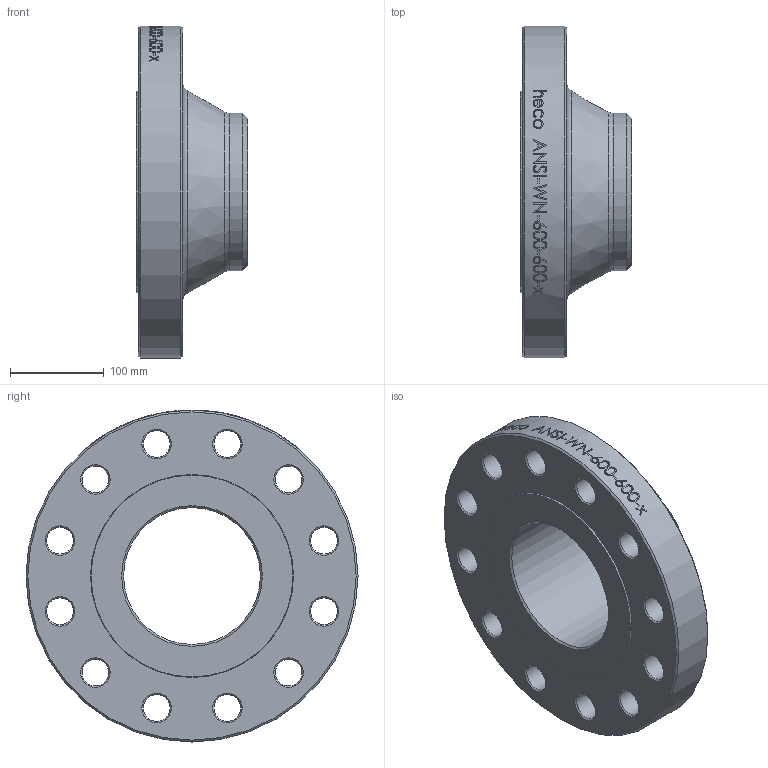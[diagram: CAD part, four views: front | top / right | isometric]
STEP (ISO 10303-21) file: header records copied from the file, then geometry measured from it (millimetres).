
FILE_DESCRIPTION (( 'STEP AP214' ), '1' );
FILE_NAME ('ANSI-WN-600-600-x Vorschweissflansch ASME B16.5 Class600 2102.STEP', '2021-02-15T08:24:53', ( '' ), ( '' ), 'SwSTEP 2.0', 'SolidWorks 2019', '' );
FILE_SCHEMA (( 'AUTOMOTIVE_DESIGN' ));
Length unit declared in the file: millimetre
Products named in the file (1): ANSI-WN-600-600-x Vorschweissflansch ASME B16.5 Class600 2102
Bounding box: 119 x 355 x 355 mm (x, y, z)
Volume: 4328113.8 mm3; surface area: 330315.6 mm2
Topology: 1 solids, 1 shells, 81 faces, 328 edges, 280 vertices
Faces by surface type: cylinder 45, cone 30, plane 4, torus 2
Full cylindrical faces by diameter (mm): 28.6 x12, 146.36 x1, 168.3 x1, 355 x1
Entity records: 9284 total; most frequent: CARTESIAN_POINT 6569, ORIENTED_EDGE 528, DIRECTION 387, EDGE_CURVE 264, VERTEX_POINT 264, EDGE_LOOP 186, AXIS2_PLACEMENT_3D 182, B_SPLINE_CURVE_WITH_KNOTS 141
